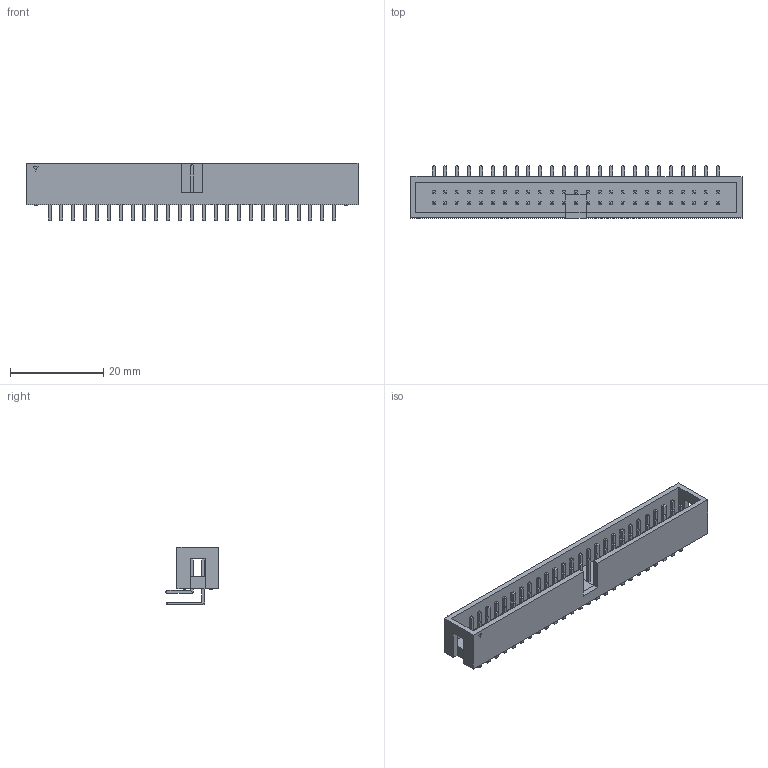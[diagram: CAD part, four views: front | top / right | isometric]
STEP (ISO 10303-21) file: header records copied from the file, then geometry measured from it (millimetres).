
FILE_DESCRIPTION(('FreeCAD Model'),'2;1');
FILE_NAME('ml_50_l.stp','2015-04-11T15:54:11',( 'FreeCAD'),('FreeCAD'),'Open CASCADE STEP processor 6.7','FreeCAD', 'Unknown');
FILE_SCHEMA(('AUTOMOTIVE_DESIGN_CC2 { 1 2 10303 214 -1 1 5 4 }'));
Length unit declared in the file: millimetre
Products named in the file (2): LinearPattern001; Array
Bounding box: 71.12 x 11.17 x 12.42 mm (x, y, z)
Volume: 2976.8 mm3; surface area: 5781.7 mm2
Topology: 51 solids, 51 shells, 1248 faces, 2821 edges, 1676 vertices
Faces by surface type: plane 1144, cylinder 104
Full cylindrical faces by diameter (mm): 0.6 x4
Entity records: 71701 total; most frequent: CARTESIAN_POINT 12652, DIRECTION 11145, LINE 7631, VECTOR 7631, ORIENTED_EDGE 5642, PCURVE 5642, DEFINITIONAL_REPRESENTATION 5642, EDGE_CURVE 2821
